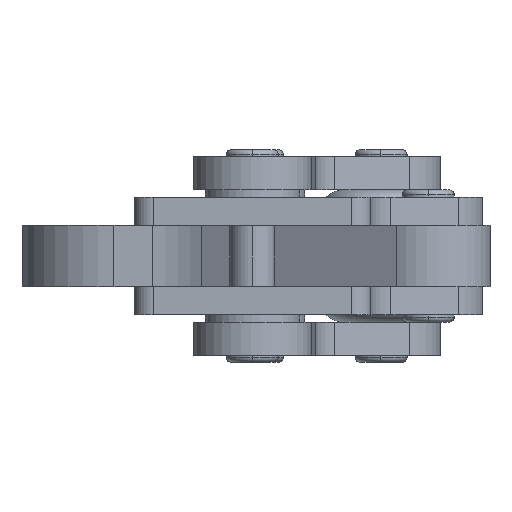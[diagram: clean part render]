
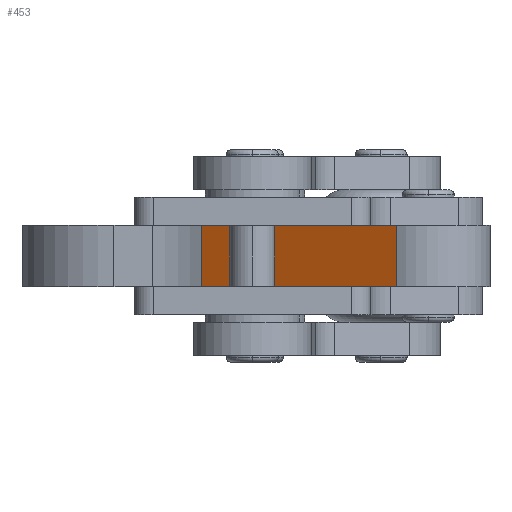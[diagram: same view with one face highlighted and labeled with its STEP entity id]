
A CAD part, front view. The second image highlights one B-rep face of the part: STEP entity #453.
In plain terms, the highlighted planar face has unit normal (-0.515, -0.857, 0).
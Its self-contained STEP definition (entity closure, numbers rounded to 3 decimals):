
#453 = ADVANCED_FACE ( 'NONE', ( #10663 ), #14441, .F. ) ;
#1490 = VERTEX_POINT ( 'NONE', #17547 ) ;
#1965 = VERTEX_POINT ( 'NONE', #13302 ) ;
#2827 = ORIENTED_EDGE ( 'NONE', *, *, #19104, .T. ) ;
#2828 = ORIENTED_EDGE ( 'NONE', *, *, #19084, .F. ) ;
#2829 = ORIENTED_EDGE ( 'NONE', *, *, #19105, .F. ) ;
#2830 = ORIENTED_EDGE ( 'NONE', *, *, #19098, .T. ) ;
#6973 = CARTESIAN_POINT ( 'NONE',  ( -1.541, -41.857, 6.5 ) ) ;
#6974 = DIRECTION ( 'NONE',  ( 0.857, -0.515, 0. ) ) ;
#7011 = DIRECTION ( 'NONE',  ( 0.857, -0.515, 0. ) ) ;
#7012 = CARTESIAN_POINT ( 'NONE',  ( -1.541, -41.857, -6.5 ) ) ;
#7030 = CARTESIAN_POINT ( 'NONE',  ( -1.541, -41.857, 6.5 ) ) ;
#7031 = DIRECTION ( 'NONE',  ( 0., 0., -1. ) ) ;
#7032 = CARTESIAN_POINT ( 'NONE',  ( 39.853, -66.729, 6.5 ) ) ;
#7033 = DIRECTION ( 'NONE',  ( 0., 0., -1. ) ) ;
#8378 = CARTESIAN_POINT ( 'NONE',  ( 39.853, -66.729, -6.5 ) ) ;
#8607 = CARTESIAN_POINT ( 'NONE',  ( 39.853, -66.729, 6.5 ) ) ;
#9891 = EDGE_LOOP ( 'NONE', ( #2830, #2829, #2828, #2827 ) ) ;
#10663 = FACE_OUTER_BOUND ( 'NONE', #9891, .T. ) ;
#10897 = LINE ( 'NONE', #6973, #10899 ) ;
#10899 = VECTOR ( 'NONE', #6974, 1000. ) ;
#10916 = LINE ( 'NONE', #7012, #10920 ) ;
#10920 = VECTOR ( 'NONE', #7011, 1000. ) ;
#10927 = LINE ( 'NONE', #7030, #10930 ) ;
#10929 = LINE ( 'NONE', #7032, #10932 ) ;
#10930 = VECTOR ( 'NONE', #7031, 1000. ) ;
#10932 = VECTOR ( 'NONE', #7033, 1000. ) ;
#13302 = CARTESIAN_POINT ( 'NONE',  ( -1.541, -41.857, -6.5 ) ) ;
#14436 = CARTESIAN_POINT ( 'NONE',  ( -1.541, -41.857, 6.5 ) ) ;
#14441 = PLANE ( 'NONE',  #21483 ) ;
#14444 = DIRECTION ( 'NONE',  ( 0.515, 0.857, 0. ) ) ;
#14445 = DIRECTION ( 'NONE',  ( -0.857, 0.515, 0. ) ) ;
#17547 = CARTESIAN_POINT ( 'NONE',  ( -1.541, -41.857, 6.5 ) ) ;
#19084 = EDGE_CURVE ( 'NONE', #1490, #21291, #10897, .T. ) ;
#19098 = EDGE_CURVE ( 'NONE', #1965, #21075, #10916, .T. ) ;
#19104 = EDGE_CURVE ( 'NONE', #1490, #1965, #10927, .T. ) ;
#19105 = EDGE_CURVE ( 'NONE', #21291, #21075, #10929, .T. ) ;
#21075 = VERTEX_POINT ( 'NONE', #8378 ) ;
#21291 = VERTEX_POINT ( 'NONE', #8607 ) ;
#21483 = AXIS2_PLACEMENT_3D ( 'NONE', #14436, #14444, #14445 ) ;
